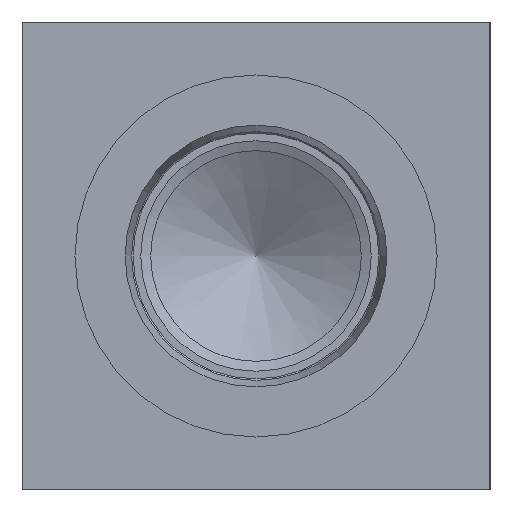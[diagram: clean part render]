
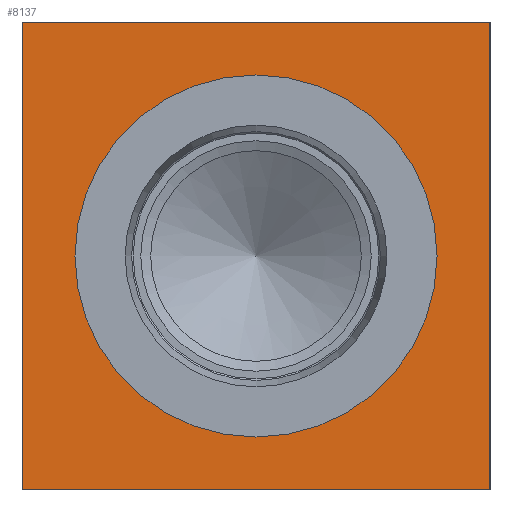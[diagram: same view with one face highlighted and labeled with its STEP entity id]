
A CAD part, left-side view. The second image highlights one B-rep face of the part: STEP entity #8137.
In plain terms, the highlighted planar face has unit normal (-1, 0, 0).
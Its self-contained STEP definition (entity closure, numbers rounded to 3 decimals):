
#145=CIRCLE('',#8424,24.562);
#146=CIRCLE('',#8425,24.562);
#297=FACE_BOUND('',#1519,.T.);
#1062=FACE_OUTER_BOUND('',#1518,.T.);
#1518=EDGE_LOOP('',(#7143,#7144,#7145,#7146));
#1519=EDGE_LOOP('',(#7147,#7148));
#1820=LINE('',#12631,#2556);
#2263=LINE('',#14143,#2999);
#2264=LINE('',#14144,#3000);
#2265=LINE('',#14145,#3001);
#2556=VECTOR('',#9059,10.);
#2999=VECTOR('',#10296,10.);
#3000=VECTOR('',#10297,10.);
#3001=VECTOR('',#10298,10.);
#3331=VERTEX_POINT('',#12624);
#3334=VERTEX_POINT('',#12629);
#3639=VERTEX_POINT('',#13651);
#3640=VERTEX_POINT('',#13652);
#3763=VERTEX_POINT('',#14141);
#3764=VERTEX_POINT('',#14142);
#4256=EDGE_CURVE('',#3334,#3331,#1820,.T.);
#4704=EDGE_CURVE('',#3639,#3640,#145,.T.);
#4705=EDGE_CURVE('',#3640,#3639,#146,.T.);
#4898=EDGE_CURVE('',#3763,#3764,#2263,.T.);
#4899=EDGE_CURVE('',#3764,#3331,#2264,.T.);
#4900=EDGE_CURVE('',#3763,#3334,#2265,.T.);
#7143=ORIENTED_EDGE('',*,*,#4898,.T.);
#7144=ORIENTED_EDGE('',*,*,#4899,.T.);
#7145=ORIENTED_EDGE('',*,*,#4256,.F.);
#7146=ORIENTED_EDGE('',*,*,#4900,.F.);
#7147=ORIENTED_EDGE('',*,*,#4704,.T.);
#7148=ORIENTED_EDGE('',*,*,#4705,.T.);
#7409=PLANE('',#8624);
#8137=ADVANCED_FACE('',(#1062,#297),#7409,.T.);
#8424=AXIS2_PLACEMENT_3D('',#13653,#9843,#9844);
#8425=AXIS2_PLACEMENT_3D('',#13654,#9845,#9846);
#8624=AXIS2_PLACEMENT_3D('',#14140,#10294,#10295);
#9059=DIRECTION('',(0.,-1.,0.));
#9843=DIRECTION('center_axis',(1.,0.,0.));
#9844=DIRECTION('ref_axis',(0.,0.,1.));
#9845=DIRECTION('center_axis',(1.,0.,0.));
#9846=DIRECTION('ref_axis',(0.,0.,1.));
#10294=DIRECTION('center_axis',(-1.,0.,0.));
#10295=DIRECTION('ref_axis',(0.,-1.,0.));
#10296=DIRECTION('',(0.,-1.,0.));
#10297=DIRECTION('',(0.,0.,1.));
#10298=DIRECTION('',(0.,0.,1.));
#12624=CARTESIAN_POINT('',(0.,0.,63.5));
#12629=CARTESIAN_POINT('',(0.,63.5,63.5));
#12631=CARTESIAN_POINT('',(0.,63.5,63.5));
#13651=CARTESIAN_POINT('',(0.,31.75,56.312));
#13652=CARTESIAN_POINT('',(0.,31.75,7.188));
#13653=CARTESIAN_POINT('Origin',(0.,31.75,31.75));
#13654=CARTESIAN_POINT('Origin',(0.,31.75,31.75));
#14140=CARTESIAN_POINT('Origin',(0.,63.5,0.));
#14141=CARTESIAN_POINT('',(0.,63.5,0.));
#14142=CARTESIAN_POINT('',(0.,0.,0.));
#14143=CARTESIAN_POINT('',(0.,63.5,0.));
#14144=CARTESIAN_POINT('',(0.,0.,0.));
#14145=CARTESIAN_POINT('',(0.,63.5,0.));
